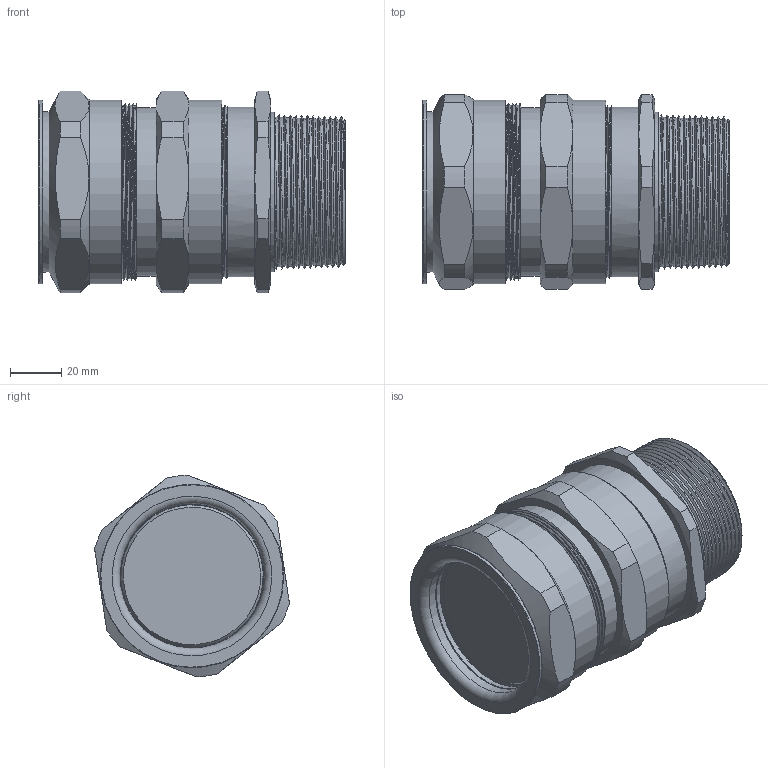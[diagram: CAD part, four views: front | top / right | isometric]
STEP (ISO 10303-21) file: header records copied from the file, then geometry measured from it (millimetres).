
FILE_DESCRIPTION(/* description */ ('ADE-4F NPT 2" Größe 12'),/* implementation_level */ '2;1');
FILE_NAME(/* name */ '00849294V1-RST.stp',/* time_stamp */ '2022-07-04T09:40:49+02:00',/* author */ ('sl'),/* organization */ (''),/* preprocessor_version */ 'ST-DEVELOPER v16.5',/* originating_system */ 'Autodesk Inventor 2017',/* authorisation */ '');
FILE_SCHEMA (('AUTOMOTIVE_DESIGN { 1 0 10303 214 3 1 1 }'));
Length unit declared in the file: millimetre
Products named in the file (9): 00849294V1; 00849294V1_1; 00849294V1_2; 00849294V1_3; 00849294V1_4; 00849294V1_5; 00849294V1_6; 00849294V1_7; 00849294V1_8
Assembly tree (8 placements, depth 2):
  00849294V1
    00849294V1_1
    00849294V1_2
    00849294V1_3
    00849294V1_4
    00849294V1_5
    00849294V1_6
    00849294V1_7
    00849294V1_8
Bounding box: 119.7 x 75.96 x 78.77 mm (x, y, z)
Volume: 169189.1 mm3; surface area: 124293.1 mm2
Topology: 10 solids, 10 shells, 235 faces, 501 edges, 314 vertices
Faces by surface type: cylinder 86, plane 74, cone 48, torus 17, bspline 10
Full cylindrical faces by diameter (mm): 47.55 x1, 47.93 x1, 48 x1, 48.33 x1, 48.94 x1, 51.74 x1, 52.09 x1, 52.89 x1, 53.42 x1, 54.69 x1, 55.6 x1, 55.97 x1, 56.08 x1, 56.31 x1, 56.37 x1, 57.35 x1, 57.46 x1, 58.19 x2, 60.15 x1, 60.17 x1, 60.3 x1, 61.15 x1, 62.35 x1, 62.5 x1, 62.99 x1, 63.04 x1, 63.28 x1, 63.4 x1, 63.85 x1, 65.84 x1
Entity records: 15620 total; most frequent: CARTESIAN_POINT 11545, DIRECTION 828, ORIENTED_EDGE 674, AXIS2_PLACEMENT_3D 396, EDGE_CURVE 335, EDGE_LOOP 325, VERTEX_POINT 250, FACE_OUTER_BOUND 207
